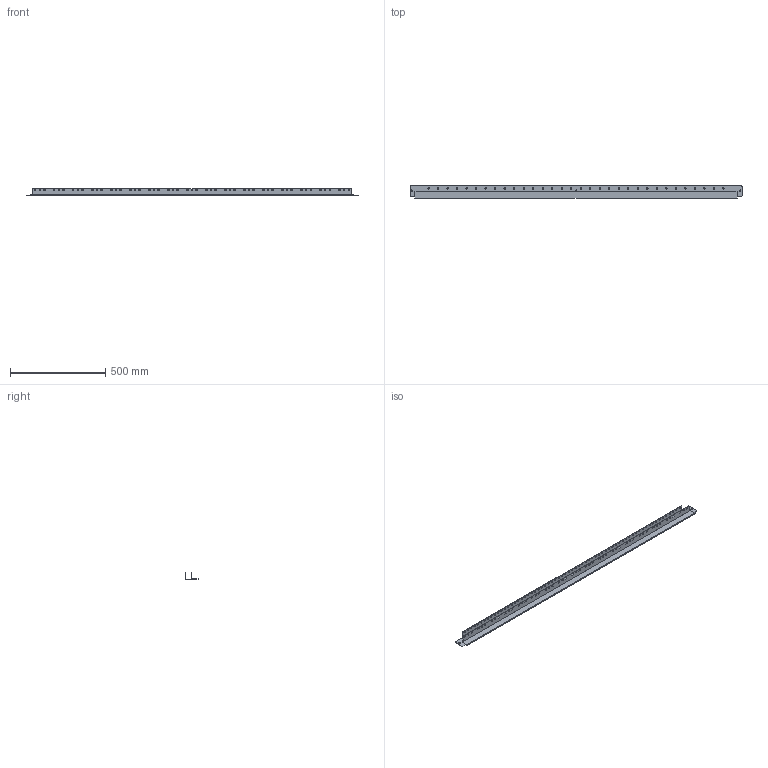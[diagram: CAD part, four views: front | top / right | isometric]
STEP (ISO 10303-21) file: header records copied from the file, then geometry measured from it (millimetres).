
FILE_DESCRIPTION (( 'STEP AP203' ), '1' );
FILE_NAME ('QB09C365.step', '2011-01-20T13:17:14', ( 'User' ), ( 'DKC' ), 'SwSTEP 2.0', 'SolidWorks 2010', '' );
FILE_SCHEMA (( 'CONFIG_CONTROL_DESIGN' ));
Length unit declared in the file: millimetre
Products named in the file (1): QB09C365
Bounding box: 1745 x 67.21 x 36.6 mm (x, y, z)
Volume: 428422 mm3; surface area: 582876.5 mm2
Topology: 1 solids, 1 shells, 422 faces, 1238 edges, 818 vertices
Faces by surface type: cylinder 250, plane 172
Entity records: 14869 total; most frequent: DIRECTION 2586, CARTESIAN_POINT 2479, ORIENTED_EDGE 2476, EDGE_CURVE 1238, AXIS2_PLACEMENT_3D 925, VERTEX_POINT 818, LINE 736, VECTOR 736
